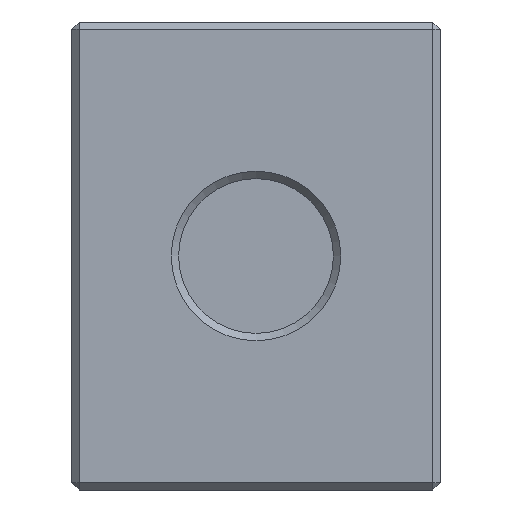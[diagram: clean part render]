
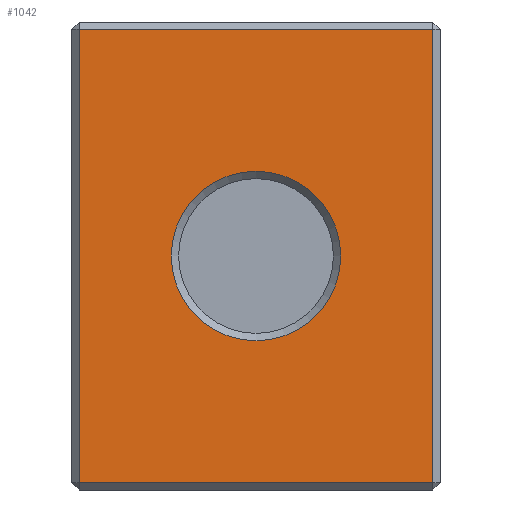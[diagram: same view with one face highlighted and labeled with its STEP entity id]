
A CAD part, front view. The second image highlights one B-rep face of the part: STEP entity #1042.
In plain terms, the highlighted planar face has unit normal (0, -1, 0).
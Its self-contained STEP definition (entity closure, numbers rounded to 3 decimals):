
#23=FACE_BOUND('',#167,.T.);
#36=PLANE('',#1130);
#96=FACE_OUTER_BOUND('',#166,.T.);
#166=EDGE_LOOP('',(#761,#762,#763,#764));
#167=EDGE_LOOP('',(#765));
#249=LINE('',#1536,#377);
#250=LINE('',#1538,#378);
#251=LINE('',#1540,#379);
#252=LINE('',#1541,#380);
#377=VECTOR('',#1236,10.);
#378=VECTOR('',#1237,10.);
#379=VECTOR('',#1238,10.);
#380=VECTOR('',#1239,10.);
#502=CIRCLE('',#1128,4.6);
#523=VERTEX_POINT('',#1528);
#525=VERTEX_POINT('',#1534);
#526=VERTEX_POINT('',#1535);
#527=VERTEX_POINT('',#1537);
#528=VERTEX_POINT('',#1539);
#608=EDGE_CURVE('',#523,#523,#502,.T.);
#611=EDGE_CURVE('',#525,#526,#249,.T.);
#612=EDGE_CURVE('',#527,#525,#250,.T.);
#613=EDGE_CURVE('',#528,#527,#251,.T.);
#614=EDGE_CURVE('',#526,#528,#252,.T.);
#761=ORIENTED_EDGE('',*,*,#611,.F.);
#762=ORIENTED_EDGE('',*,*,#612,.F.);
#763=ORIENTED_EDGE('',*,*,#613,.F.);
#764=ORIENTED_EDGE('',*,*,#614,.F.);
#765=ORIENTED_EDGE('',*,*,#608,.F.);
#1042=ADVANCED_FACE('',(#96,#23),#36,.F.);
#1128=AXIS2_PLACEMENT_3D('',#1529,#1229,#1230);
#1130=AXIS2_PLACEMENT_3D('',#1533,#1234,#1235);
#1229=DIRECTION('center_axis',(0.,-1.,0.));
#1230=DIRECTION('ref_axis',(1.,0.,0.));
#1234=DIRECTION('center_axis',(0.,1.,0.));
#1235=DIRECTION('ref_axis',(1.,0.,0.));
#1236=DIRECTION('',(0.,0.,-1.));
#1237=DIRECTION('',(1.,0.,0.));
#1238=DIRECTION('',(0.,0.,1.));
#1239=DIRECTION('',(-1.,0.,0.));
#1528=CARTESIAN_POINT('',(5.4,0.,12.7));
#1529=CARTESIAN_POINT('Origin',(10.,0.,12.7));
#1533=CARTESIAN_POINT('Origin',(10.,0.,12.7));
#1534=CARTESIAN_POINT('',(19.6,0.,25.));
#1535=CARTESIAN_POINT('',(19.6,0.,0.4));
#1536=CARTESIAN_POINT('',(19.6,0.,19.05));
#1537=CARTESIAN_POINT('',(0.4,0.,25.));
#1538=CARTESIAN_POINT('',(5.,0.,25.));
#1539=CARTESIAN_POINT('',(0.4,0.,0.4));
#1540=CARTESIAN_POINT('',(0.4,0.,6.35));
#1541=CARTESIAN_POINT('',(15.,0.,0.4));
